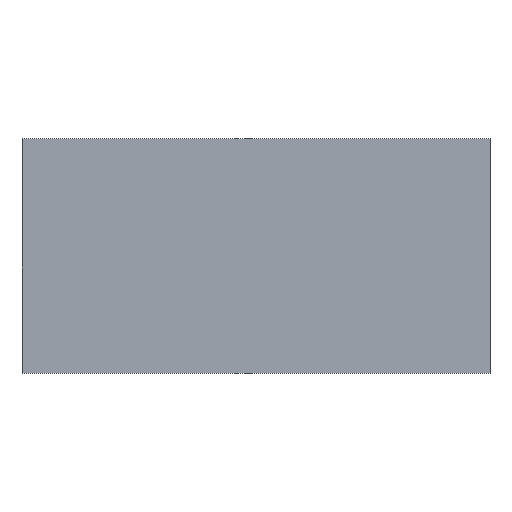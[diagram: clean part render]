
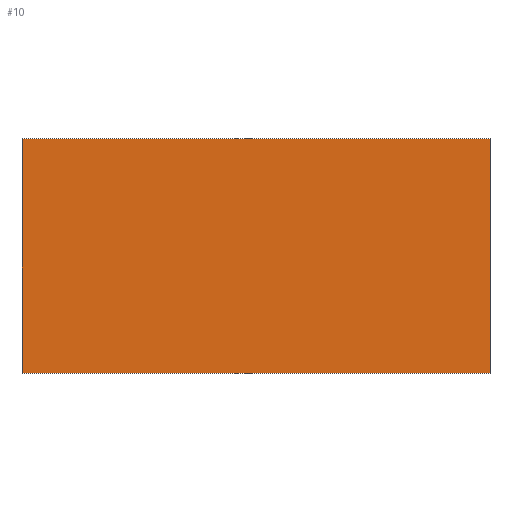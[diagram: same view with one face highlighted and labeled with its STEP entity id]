
A CAD part, top view. The second image highlights one B-rep face of the part: STEP entity #10.
In plain terms, the highlighted planar face has unit normal (0, 0, 1).
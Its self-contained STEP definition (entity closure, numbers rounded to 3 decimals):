
#10 = ADVANCED_FACE ( 'NONE', ( #5876 ), #6309, .T. ) ;
#277 = VERTEX_POINT ( 'NONE', #5160 ) ;
#279 = VECTOR ( 'NONE', #4174, 1000. ) ;
#384 = AXIS2_PLACEMENT_3D ( 'NONE', #1788, #3804, #6340 ) ;
#510 = LINE ( 'NONE', #615, #4889 ) ;
#615 = CARTESIAN_POINT ( 'NONE',  ( 213.5, -107., 28. ) ) ;
#1004 = CARTESIAN_POINT ( 'NONE',  ( 213.5, -107., 28. ) ) ;
#1261 = LINE ( 'NONE', #3208, #279 ) ;
#1481 = DIRECTION ( 'NONE',  ( 0., 1., 0. ) ) ;
#1788 = CARTESIAN_POINT ( 'NONE',  ( 0., 0., 28. ) ) ;
#1844 = EDGE_CURVE ( 'NONE', #5552, #277, #4563, .T. ) ;
#1866 = CARTESIAN_POINT ( 'NONE',  ( -213.5, -107., 28. ) ) ;
#2063 = ORIENTED_EDGE ( 'NONE', *, *, #6010, .T. ) ;
#2698 = VERTEX_POINT ( 'NONE', #2994 ) ;
#2753 = EDGE_LOOP ( 'NONE', ( #2063, #5816, #5532, #3057 ) ) ;
#2994 = CARTESIAN_POINT ( 'NONE',  ( -213.5, 107., 28. ) ) ;
#3057 = ORIENTED_EDGE ( 'NONE', *, *, #5963, .T. ) ;
#3179 = VECTOR ( 'NONE', #1481, 1000. ) ;
#3208 = CARTESIAN_POINT ( 'NONE',  ( 213.5, 107., 28. ) ) ;
#3240 = VECTOR ( 'NONE', #6218, 1000. ) ;
#3299 = CARTESIAN_POINT ( 'NONE',  ( -213.5, -107., 28. ) ) ;
#3804 = DIRECTION ( 'NONE',  ( 0., 0., 1. ) ) ;
#4174 = DIRECTION ( 'NONE',  ( -1., 0., 0. ) ) ;
#4492 = CARTESIAN_POINT ( 'NONE',  ( 213.5, -107., 28. ) ) ;
#4563 = LINE ( 'NONE', #4492, #3179 ) ;
#4646 = DIRECTION ( 'NONE',  ( 1., 0., 0. ) ) ;
#4889 = VECTOR ( 'NONE', #4646, 1000. ) ;
#5061 = EDGE_CURVE ( 'NONE', #6383, #5552, #510, .T. ) ;
#5160 = CARTESIAN_POINT ( 'NONE',  ( 213.5, 107., 28. ) ) ;
#5532 = ORIENTED_EDGE ( 'NONE', *, *, #1844, .T. ) ;
#5552 = VERTEX_POINT ( 'NONE', #1004 ) ;
#5744 = LINE ( 'NONE', #3299, #3240 ) ;
#5816 = ORIENTED_EDGE ( 'NONE', *, *, #5061, .T. ) ;
#5876 = FACE_OUTER_BOUND ( 'NONE', #2753, .T. ) ;
#5963 = EDGE_CURVE ( 'NONE', #277, #2698, #1261, .T. ) ;
#6010 = EDGE_CURVE ( 'NONE', #2698, #6383, #5744, .T. ) ;
#6218 = DIRECTION ( 'NONE',  ( 0., -1., 0. ) ) ;
#6309 = PLANE ( 'NONE',  #384 ) ;
#6340 = DIRECTION ( 'NONE',  ( 1., 0., 0. ) ) ;
#6383 = VERTEX_POINT ( 'NONE', #1866 ) ;
